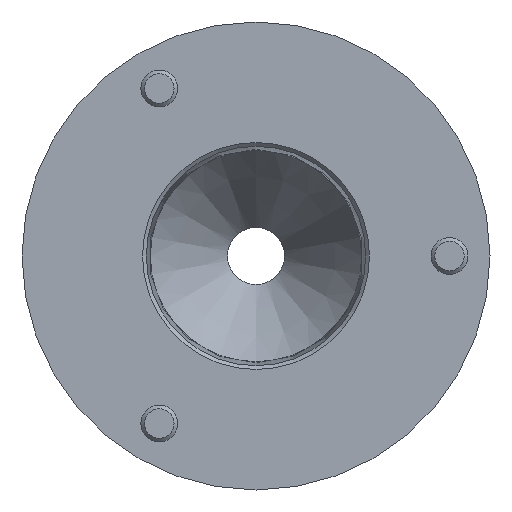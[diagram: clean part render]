
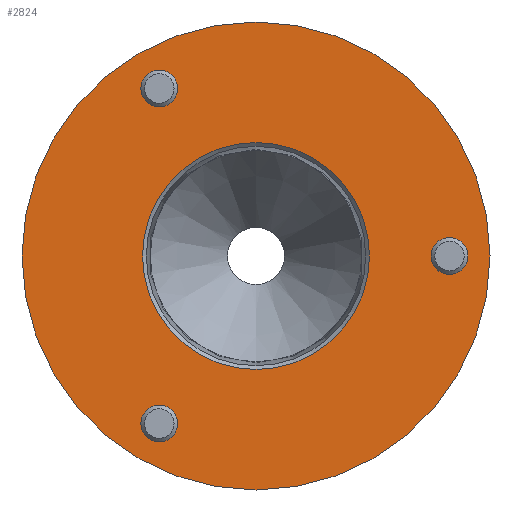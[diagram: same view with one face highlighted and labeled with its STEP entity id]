
A CAD part, front view. The second image highlights one B-rep face of the part: STEP entity #2824.
In plain terms, the highlighted planar face has unit normal (0, -1, 0).
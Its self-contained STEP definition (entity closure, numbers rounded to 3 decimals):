
#644=PLANE('',#3008);
#752=FACE_BOUND('',#1004,.T.);
#753=FACE_BOUND('',#1005,.T.);
#754=FACE_BOUND('',#1006,.T.);
#755=FACE_BOUND('',#1007,.T.);
#823=FACE_OUTER_BOUND('',#1003,.T.);
#1003=EDGE_LOOP('',(#2021));
#1004=EDGE_LOOP('',(#2022));
#1005=EDGE_LOOP('',(#2023));
#1006=EDGE_LOOP('',(#2024));
#1007=EDGE_LOOP('',(#2025));
#1249=CIRCLE('',#3005,30.8);
#1251=CIRCLE('',#3009,63.5);
#1252=CIRCLE('',#3010,5.);
#1253=CIRCLE('',#3011,5.);
#1254=CIRCLE('',#3012,5.);
#1337=VERTEX_POINT('',#4022);
#1339=VERTEX_POINT('',#4028);
#1340=VERTEX_POINT('',#4030);
#1341=VERTEX_POINT('',#4032);
#1342=VERTEX_POINT('',#4034);
#1621=EDGE_CURVE('',#1337,#1337,#1249,.T.);
#1623=EDGE_CURVE('',#1339,#1339,#1251,.T.);
#1624=EDGE_CURVE('',#1340,#1340,#1252,.T.);
#1625=EDGE_CURVE('',#1341,#1341,#1253,.T.);
#1626=EDGE_CURVE('',#1342,#1342,#1254,.T.);
#2021=ORIENTED_EDGE('',*,*,#1623,.F.);
#2022=ORIENTED_EDGE('',*,*,#1624,.T.);
#2023=ORIENTED_EDGE('',*,*,#1625,.T.);
#2024=ORIENTED_EDGE('',*,*,#1626,.T.);
#2025=ORIENTED_EDGE('',*,*,#1621,.F.);
#2824=ADVANCED_FACE('',(#823,#752,#753,#754,#755),#644,.T.);
#3005=AXIS2_PLACEMENT_3D('',#4023,#3275,#3276);
#3008=AXIS2_PLACEMENT_3D('',#4027,#3281,#3282);
#3009=AXIS2_PLACEMENT_3D('',#4029,#3283,#3284);
#3010=AXIS2_PLACEMENT_3D('',#4031,#3285,#3286);
#3011=AXIS2_PLACEMENT_3D('',#4033,#3287,#3288);
#3012=AXIS2_PLACEMENT_3D('',#4035,#3289,#3290);
#3275=DIRECTION('center_axis',(0.,-1.,0.));
#3276=DIRECTION('ref_axis',(0.,0.,-1.));
#3281=DIRECTION('center_axis',(0.,-1.,0.));
#3282=DIRECTION('ref_axis',(0.,0.,-1.));
#3283=DIRECTION('center_axis',(0.,1.,0.));
#3284=DIRECTION('ref_axis',(1.,0.,0.));
#3285=DIRECTION('center_axis',(0.,1.,0.));
#3286=DIRECTION('ref_axis',(-1.,0.,0.));
#3287=DIRECTION('center_axis',(0.,1.,0.));
#3288=DIRECTION('ref_axis',(-1.,0.,0.));
#3289=DIRECTION('center_axis',(0.,1.,0.));
#3290=DIRECTION('ref_axis',(-1.,0.,0.));
#4022=CARTESIAN_POINT('',(0.,-136.577,30.8));
#4023=CARTESIAN_POINT('Origin',(0.,-136.577,0.));
#4027=CARTESIAN_POINT('Origin',(0.,-136.577,63.5));
#4028=CARTESIAN_POINT('',(0.,-136.577,63.5));
#4029=CARTESIAN_POINT('Origin',(0.,-136.577,0.));
#4030=CARTESIAN_POINT('',(-21.25,-136.577,45.466));
#4031=CARTESIAN_POINT('Origin',(-26.25,-136.577,45.466));
#4032=CARTESIAN_POINT('',(-21.25,-136.577,-45.466));
#4033=CARTESIAN_POINT('Origin',(-26.25,-136.577,-45.466));
#4034=CARTESIAN_POINT('',(57.5,-136.577,0.));
#4035=CARTESIAN_POINT('Origin',(52.5,-136.577,0.));
